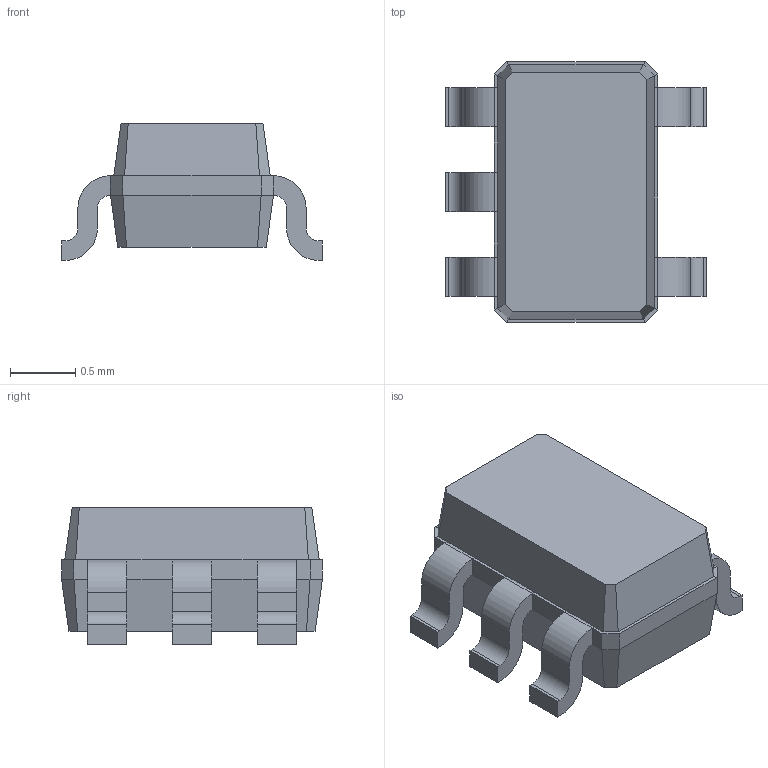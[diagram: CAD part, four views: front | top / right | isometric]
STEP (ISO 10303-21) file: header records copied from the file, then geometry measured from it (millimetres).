
FILE_DESCRIPTION(/* description */ ('model of SOT-353_SC-70-5'),/* implementation_level */ '2;1');
FILE_NAME(/* name */ 'SOT-353_SC-70-5.step',/* time_stamp */ '2017-12-18T01:04:56',/* author */ ('kicad StepUp','ksu'),/* organization */ ('FreeCAD'),/* preprocessor_version */ 'OCC',/* originating_system */ 'kicad StepUp',/* authorisation */ '');
FILE_SCHEMA(('AUTOMOTIVE_DESIGN { 1 0 10303 214 1 1 1 1 }'));
Length unit declared in the file: millimetre
Products named in the file (1): SOT_353_SC_70_5
Bounding box: 2 x 2 x 1.05 mm (x, y, z)
Volume: 2.3 mm3; surface area: 13.3 mm2
Topology: 1 solids, 1 shells, 104 faces, 252 edges, 150 vertices
Faces by surface type: plane 55, bspline 29, cylinder 20
Entity records: 1954 total; most frequent: ORIENTED_EDGE 446, EDGE_CURVE 252, CARTESIAN_POINT 191, LINE 160, VERTEX_POINT 150, AXIS2_PLACEMENT_3D 104, ADVANCED_FACE 104, FACE_BOUND 104
